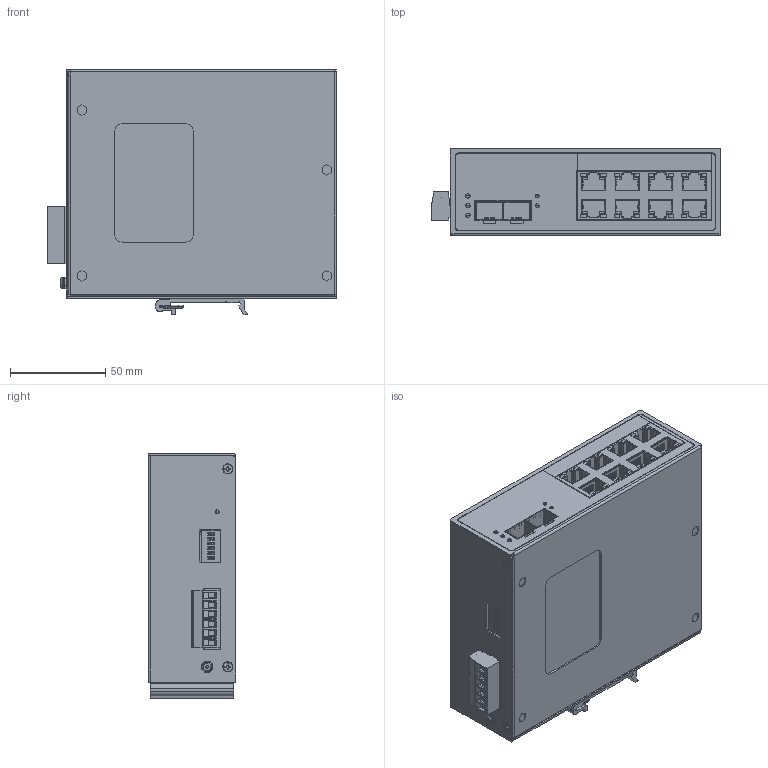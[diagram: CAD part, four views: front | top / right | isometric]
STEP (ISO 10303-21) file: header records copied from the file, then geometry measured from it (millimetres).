
FILE_DESCRIPTION (( 'STEP AP214' ), '1' );
FILE_NAME ('SEP1-SWP2A10UG-2P-T.STEP', '2025-10-08T14:08:56', ( '' ), ( '' ), 'SwSTEP 2.0', 'SolidWorks 2024', '' );
FILE_SCHEMA (( 'AUTOMOTIVE_DESIGN' ));
Length unit declared in the file: inch
Products named in the file (1): SEP1-SWP2A10UG-2P-T
Bounding box: 151.85 x 46 x 129.04 mm (x, y, z)
Volume: 162703.1 mm3; surface area: 221137.5 mm2
Topology: 83 solids, 99 shells, 5655 faces, 14899 edges, 9628 vertices
Faces by surface type: plane 3980, cylinder 1358, cone 120, torus 103, sphere 60, bspline 34
Entity records: 179156 total; most frequent: CARTESIAN_POINT 36631, ORIENTED_EDGE 29668, DIRECTION 28664, EDGE_CURVE 14834, LINE 11366, VECTOR 11366, VERTEX_POINT 9621, AXIS2_PLACEMENT_3D 8649
